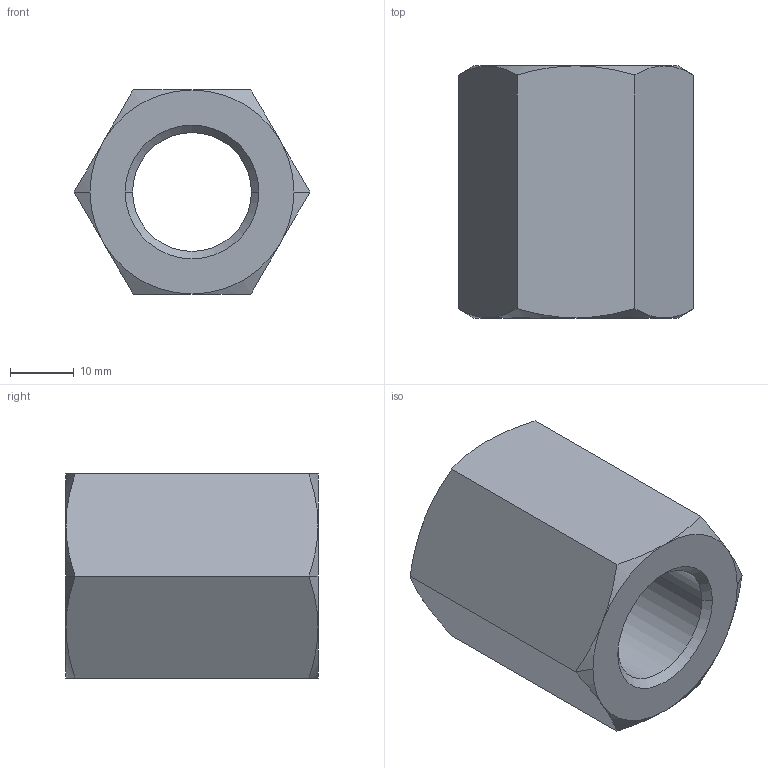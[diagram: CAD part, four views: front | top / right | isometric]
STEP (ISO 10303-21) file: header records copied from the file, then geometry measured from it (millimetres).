
FILE_DESCRIPTION(('STEP AP214'),'1');
FILE_NAME('1862_27_21.stp','2016-07-07T14:25:16',('TraceParts'),('TraceParts S.A.'),'Spatial InterOp 3D',' ',' ');
FILE_SCHEMA(('automotive_design'));
Length unit declared in the file: millimetre
Products named in the file (1): Solide1
Bounding box: 36.95 x 39.5 x 32 mm (x, y, z)
Volume: 20456.1 mm3; surface area: 8011.2 mm2
Topology: 1 solids, 1 shells, 34 faces, 72 edges, 40 vertices
Faces by surface type: cone 22, plane 8, cylinder 4
Entity records: 1168 total; most frequent: CARTESIAN_POINT 195, DIRECTION 146, ORIENTED_EDGE 144, EDGE_CURVE 72, AXIS2_PLACEMENT_3D 63, VERTEX_POINT 40, EDGE_LOOP 36, STYLED_ITEM 35
